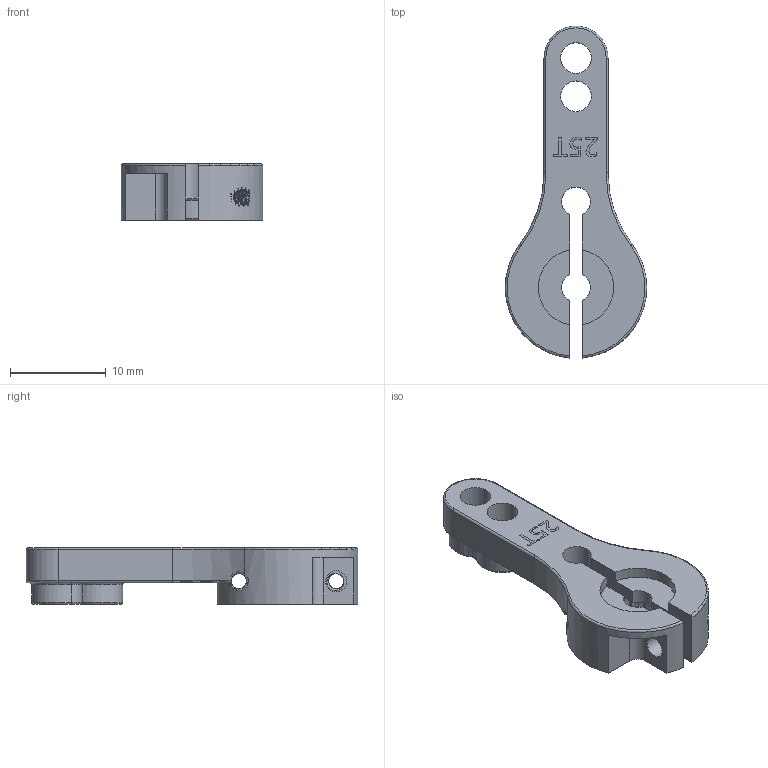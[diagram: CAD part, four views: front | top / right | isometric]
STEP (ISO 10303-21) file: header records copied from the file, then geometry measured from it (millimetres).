
FILE_DESCRIPTION(/* description */ (''),/* implementation_level */ '2;1');
FILE_NAME(/* name */ 'SERVO ARM HORN 25T ALUMINIUM v2.step',/* time_stamp */ '2024-05-28T16:36:34+02:00',/* author */ (''),/* organization */ (''),/* preprocessor_version */ 'ST-DEVELOPER v20',/* originating_system */ 'Autodesk Translation Framework v13.14.0.145',/* authorisation */ '');
FILE_SCHEMA (('AUTOMOTIVE_DESIGN { 1 0 10303 214 3 1 1 }'));
Length unit declared in the file: millimetre
Products named in the file (1): SERVO ARM HORN 25T ALUMINIUM
Bounding box: 14.8 x 34.72 x 5.9 mm (x, y, z)
Volume: 1098.9 mm3; surface area: 1437 mm2
Topology: 1 solids, 1 shells, 213 faces, 655 edges, 445 vertices
Faces by surface type: plane 91, cylinder 87, bspline 19, torus 16
Full cylindrical faces by diameter (mm): 1.6 x19, 2.033 x17, 2.2 x2, 3.2 x2
Entity records: 21195 total; most frequent: CARTESIAN_POINT 15637, ORIENTED_EDGE 1310, DIRECTION 984, EDGE_CURVE 655, VERTEX_POINT 445, AXIS2_PLACEMENT_3D 347, LINE 290, VECTOR 290
